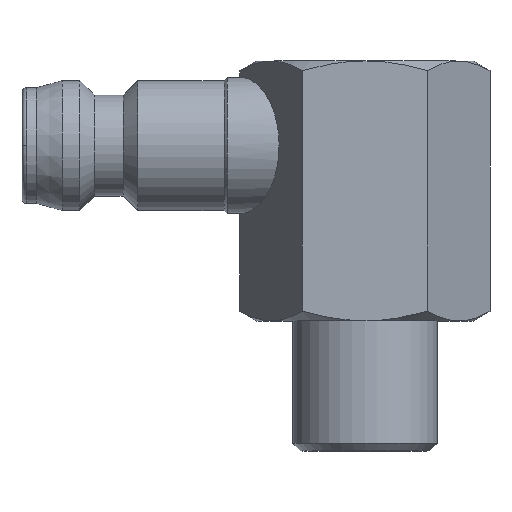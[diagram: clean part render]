
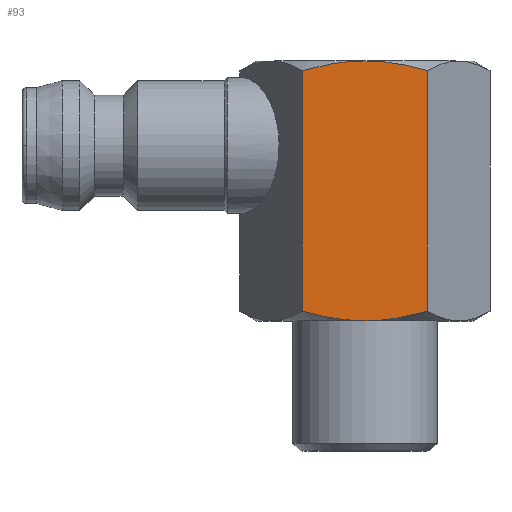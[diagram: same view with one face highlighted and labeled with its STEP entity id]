
A CAD part, top view. The second image highlights one B-rep face of the part: STEP entity #93.
In plain terms, the highlighted planar face has unit normal (0, 0, 1).
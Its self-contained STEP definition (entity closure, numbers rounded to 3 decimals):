
#93=ADVANCED_FACE('',(#228),#229,.T.);
#228=FACE_OUTER_BOUND('',#403,.T.);
#229=PLANE('',#404);
#403=EDGE_LOOP('',(#603,#604,#605,#606,#607,#608));
#404=AXIS2_PLACEMENT_3D('',#609,#610,#611);
#603=ORIENTED_EDGE('',*,*,#1043,.F.);
#604=ORIENTED_EDGE('',*,*,#1035,.F.);
#605=ORIENTED_EDGE('',*,*,#1044,.T.);
#606=ORIENTED_EDGE('',*,*,#1045,.F.);
#607=ORIENTED_EDGE('',*,*,#1046,.F.);
#608=ORIENTED_EDGE('',*,*,#1047,.F.);
#609=CARTESIAN_POINT('',(0.,8.0,7.5));
#610=DIRECTION('',(0.,0.0,1.0));
#611=DIRECTION('',(1.0,0.0,0.));
#1035=EDGE_CURVE('',#1228,#1229,#1230,.T.);
#1043=EDGE_CURVE('',#1229,#1242,#1243,.T.);
#1044=EDGE_CURVE('',#1228,#1244,#1245,.T.);
#1045=EDGE_CURVE('',#1246,#1244,#1247,.T.);
#1046=EDGE_CURVE('',#1248,#1246,#1249,.T.);
#1047=EDGE_CURVE('',#1242,#1248,#1250,.T.);
#1228=VERTEX_POINT('',#1501);
#1229=VERTEX_POINT('',#1502);
#1230=(B_SPLINE_CURVE(2,(#1504,#1505,#1506,#1507,#1508),.UNSPECIFIED.,.F.,.F.)B_SPLINE_CURVE_WITH_KNOTS((3,2,3),(0.0,4.397,8.795),.UNSPECIFIED.)RATIONAL_B_SPLINE_CURVE((1.0,1.038,1.0,1.038,1.0))BOUNDED_CURVE()REPRESENTATION_ITEM('')GEOMETRIC_REPRESENTATION_ITEM()CURVE());
#1242=VERTEX_POINT('',#1549);
#1243=(B_SPLINE_CURVE(2,(#1551,#1552,#1553,#1554,#1555),.UNSPECIFIED.,.F.,.F.)B_SPLINE_CURVE_WITH_KNOTS((3,2,3),(0.0,4.397,8.795),.UNSPECIFIED.)RATIONAL_B_SPLINE_CURVE((1.0,1.038,1.0,1.038,1.0))BOUNDED_CURVE()REPRESENTATION_ITEM('')GEOMETRIC_REPRESENTATION_ITEM()CURVE());
#1244=VERTEX_POINT('',#1562);
#1245=LINE('',#1563,#1564);
#1246=VERTEX_POINT('',#1565);
#1247=(B_SPLINE_CURVE(2,(#1567,#1568,#1569,#1570,#1571),.UNSPECIFIED.,.F.,.F.)B_SPLINE_CURVE_WITH_KNOTS((3,2,3),(0.0,4.397,8.795),.UNSPECIFIED.)RATIONAL_B_SPLINE_CURVE((1.0,1.038,1.0,1.038,1.0))BOUNDED_CURVE()REPRESENTATION_ITEM('')GEOMETRIC_REPRESENTATION_ITEM()CURVE());
#1248=VERTEX_POINT('',#1578);
#1249=(B_SPLINE_CURVE(2,(#1580,#1581,#1582,#1583,#1584),.UNSPECIFIED.,.F.,.F.)B_SPLINE_CURVE_WITH_KNOTS((3,2,3),(0.0,4.397,8.795),.UNSPECIFIED.)RATIONAL_B_SPLINE_CURVE((1.0,1.038,1.0,1.038,1.0))BOUNDED_CURVE()REPRESENTATION_ITEM('')GEOMETRIC_REPRESENTATION_ITEM()CURVE());
#1250=LINE('',#1591,#1592);
#1501=CARTESIAN_POINT('',(4.33,9.67,7.5));
#1502=CARTESIAN_POINT('',(0.,9.0,7.5));
#1504=CARTESIAN_POINT('',(4.335,9.671,7.5));
#1505=CARTESIAN_POINT('',(2.011,9.0,7.5));
#1506=CARTESIAN_POINT('',(0.,9.0,7.5));
#1507=CARTESIAN_POINT('',(-2.011,9.0,7.5));
#1508=CARTESIAN_POINT('',(-4.335,9.671,7.5));
#1549=CARTESIAN_POINT('',(-4.33,9.67,7.5));
#1551=CARTESIAN_POINT('',(4.335,9.671,7.5));
#1552=CARTESIAN_POINT('',(2.011,9.0,7.5));
#1553=CARTESIAN_POINT('',(0.,9.0,7.5));
#1554=CARTESIAN_POINT('',(-2.011,9.0,7.5));
#1555=CARTESIAN_POINT('',(-4.335,9.671,7.5));
#1562=CARTESIAN_POINT('',(4.33,26.33,7.5));
#1563=CARTESIAN_POINT('',(4.33,8.0,7.5));
#1564=VECTOR('',#2122,1.0);
#1565=CARTESIAN_POINT('',(0.,27.0,7.5));
#1567=CARTESIAN_POINT('',(-4.335,26.329,7.5));
#1568=CARTESIAN_POINT('',(-2.011,27.0,7.5));
#1569=CARTESIAN_POINT('',(0.,27.0,7.5));
#1570=CARTESIAN_POINT('',(2.011,27.0,7.5));
#1571=CARTESIAN_POINT('',(4.335,26.329,7.5));
#1578=CARTESIAN_POINT('',(-4.33,26.33,7.5));
#1580=CARTESIAN_POINT('',(-4.335,26.329,7.5));
#1581=CARTESIAN_POINT('',(-2.011,27.0,7.5));
#1582=CARTESIAN_POINT('',(0.,27.0,7.5));
#1583=CARTESIAN_POINT('',(2.011,27.0,7.5));
#1584=CARTESIAN_POINT('',(4.335,26.329,7.5));
#1591=CARTESIAN_POINT('',(-4.33,8.0,7.5));
#1592=VECTOR('',#2123,1.0);
#2122=DIRECTION('',(0.0,1.0,0.0));
#2123=DIRECTION('',(0.0,1.0,0.0));
